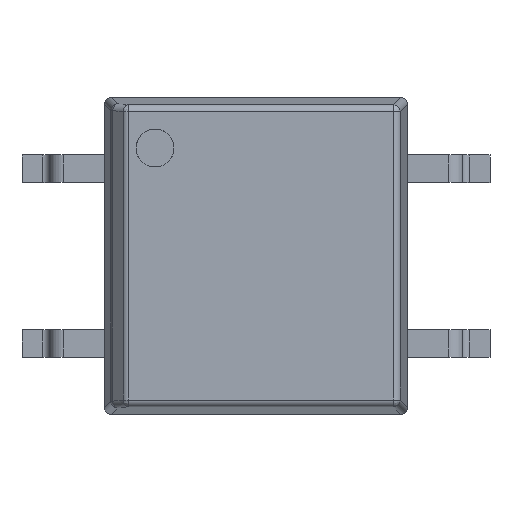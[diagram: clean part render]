
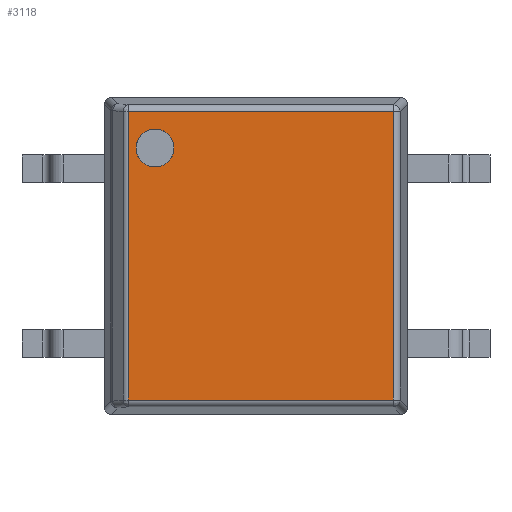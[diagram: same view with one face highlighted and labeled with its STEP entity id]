
A CAD part, top view. The second image highlights one B-rep face of the part: STEP entity #3118.
In plain terms, the highlighted planar face has unit normal (0, 0, 1).
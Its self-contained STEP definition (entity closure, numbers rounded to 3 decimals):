
#32 = DIRECTION ( 'NONE',  ( 1., 0., 0. ) ) ;
#77 = DIRECTION ( 'NONE',  ( 0., 0., -1. ) ) ;
#234 = ORIENTED_EDGE ( 'NONE', *, *, #790, .F. ) ;
#358 = LINE ( 'NONE', #2756, #1461 ) ;
#371 = DIRECTION ( 'NONE',  ( 0., 0., -1. ) ) ;
#492 = CARTESIAN_POINT ( 'NONE',  ( 0.458, 3.867, 2.35 ) ) ;
#518 = CARTESIAN_POINT ( 'NONE',  ( 0.341, 4.394, 2.35 ) ) ;
#611 = CARTESIAN_POINT ( 'NONE',  ( 4.194, 0.116, 2.35 ) ) ;
#661 = EDGE_CURVE ( 'NONE', #3649, #933, #1301, .T. ) ;
#726 = CARTESIAN_POINT ( 'NONE',  ( 0.341, 0., 2.35 ) ) ;
#730 = CARTESIAN_POINT ( 'NONE',  ( 1.008, 3.867, 2.35 ) ) ;
#790 = EDGE_CURVE ( 'NONE', #933, #1837, #358, .T. ) ;
#917 = VECTOR ( 'NONE', #2450, 1000. ) ;
#933 = VERTEX_POINT ( 'NONE', #1906 ) ;
#1013 = VECTOR ( 'NONE', #3335, 1000. ) ;
#1103 = DIRECTION ( 'NONE',  ( 1., 0., 0. ) ) ;
#1301 = LINE ( 'NONE', #611, #1013 ) ;
#1321 = FACE_OUTER_BOUND ( 'NONE', #3243, .T. ) ;
#1382 = ORIENTED_EDGE ( 'NONE', *, *, #3634, .T. ) ;
#1446 = DIRECTION ( 'NONE',  ( 1., 0., 0. ) ) ;
#1461 = VECTOR ( 'NONE', #1703, 1000. ) ;
#1692 = DIRECTION ( 'NONE',  ( 1., 0., 0. ) ) ;
#1703 = DIRECTION ( 'NONE',  ( -1., 0., 0. ) ) ;
#1837 = VERTEX_POINT ( 'NONE', #3945 ) ;
#1859 = CARTESIAN_POINT ( 'NONE',  ( 0.733, 3.867, 2.35 ) ) ;
#1906 = CARTESIAN_POINT ( 'NONE',  ( 4.194, 0.206, 2.35 ) ) ;
#2027 = EDGE_CURVE ( 'NONE', #2589, #3649, #4176, .T. ) ;
#2048 = VERTEX_POINT ( 'NONE', #492 ) ;
#2332 = CARTESIAN_POINT ( 'NONE',  ( 4.194, 4.394, 2.35 ) ) ;
#2338 = CIRCLE ( 'NONE', #3554, 0.275 ) ;
#2345 = PLANE ( 'NONE',  #3276 ) ;
#2412 = CARTESIAN_POINT ( 'NONE',  ( 0.3, 4.394, 2.35 ) ) ;
#2450 = DIRECTION ( 'NONE',  ( 0., -1., 0. ) ) ;
#2498 = EDGE_CURVE ( 'NONE', #2783, #2048, #2338, .T. ) ;
#2550 = FACE_BOUND ( 'NONE', #3361, .T. ) ;
#2582 = ORIENTED_EDGE ( 'NONE', *, *, #2027, .F. ) ;
#2589 = VERTEX_POINT ( 'NONE', #518 ) ;
#2681 = ORIENTED_EDGE ( 'NONE', *, *, #661, .F. ) ;
#2724 = DIRECTION ( 'NONE',  ( 0., 0., 1. ) ) ;
#2756 = CARTESIAN_POINT ( 'NONE',  ( 0.3, 0.206, 2.35 ) ) ;
#2783 = VERTEX_POINT ( 'NONE', #730 ) ;
#2815 = CARTESIAN_POINT ( 'NONE',  ( 0.733, 3.867, 2.35 ) ) ;
#2902 = VECTOR ( 'NONE', #1103, 1000. ) ;
#2960 = ORIENTED_EDGE ( 'NONE', *, *, #2498, .T. ) ;
#2981 = ORIENTED_EDGE ( 'NONE', *, *, #3290, .T. ) ;
#3118 = ADVANCED_FACE ( 'NONE', ( #2550, #1321 ), #2345, .T. ) ;
#3199 = CIRCLE ( 'NONE', #4059, 0.275 ) ;
#3243 = EDGE_LOOP ( 'NONE', ( #234, #2681, #2582, #1382 ) ) ;
#3276 = AXIS2_PLACEMENT_3D ( 'NONE', #4352, #2724, #1692 ) ;
#3290 = EDGE_CURVE ( 'NONE', #2048, #2783, #3199, .T. ) ;
#3335 = DIRECTION ( 'NONE',  ( 0., -1., 0. ) ) ;
#3361 = EDGE_LOOP ( 'NONE', ( #2960, #2981 ) ) ;
#3554 = AXIS2_PLACEMENT_3D ( 'NONE', #1859, #77, #1446 ) ;
#3634 = EDGE_CURVE ( 'NONE', #2589, #1837, #4101, .T. ) ;
#3649 = VERTEX_POINT ( 'NONE', #2332 ) ;
#3945 = CARTESIAN_POINT ( 'NONE',  ( 0.341, 0.206, 2.35 ) ) ;
#4059 = AXIS2_PLACEMENT_3D ( 'NONE', #2815, #371, #32 ) ;
#4101 = LINE ( 'NONE', #726, #917 ) ;
#4176 = LINE ( 'NONE', #2412, #2902 ) ;
#4352 = CARTESIAN_POINT ( 'NONE',  ( 0., 0., 2.35 ) ) ;
